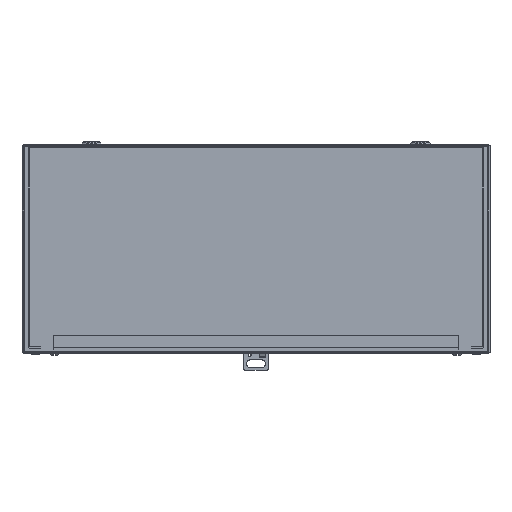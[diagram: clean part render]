
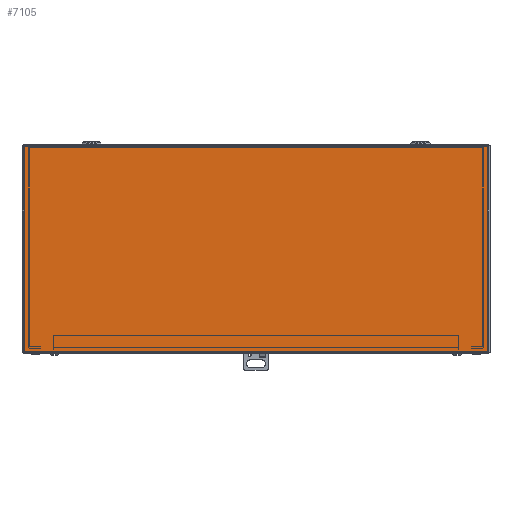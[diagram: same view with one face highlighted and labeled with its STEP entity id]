
A CAD part, top view. The second image highlights one B-rep face of the part: STEP entity #7105.
In plain terms, the highlighted planar face has unit normal (0, 0, 1).
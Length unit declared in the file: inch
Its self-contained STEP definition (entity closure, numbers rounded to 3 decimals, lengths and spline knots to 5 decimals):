
#229 = VERTEX_POINT ( 'NONE', #15060 ) ;
#273 = EDGE_LOOP ( 'NONE', ( #15413, #1344, #14659, #15020 ) ) ;
#1175 = CARTESIAN_POINT ( 'NONE',  ( 9.1585, -0.029, 12.0285 ) ) ;
#1344 = ORIENTED_EDGE ( 'NONE', *, *, #12288, .F. ) ;
#1437 = DIRECTION ( 'NONE',  ( 0., -1., 0. ) ) ;
#2300 = CARTESIAN_POINT ( 'NONE',  ( -9.1585, -8.135, 12.0285 ) ) ;
#2360 = CARTESIAN_POINT ( 'NONE',  ( 9.1585, -8.135, 12.0285 ) ) ;
#2552 = DIRECTION ( 'NONE',  ( 0., 1., 0. ) ) ;
#3203 = VECTOR ( 'NONE', #1437, 39.37008 ) ;
#3557 = DIRECTION ( 'NONE',  ( -1., 0., 0. ) ) ;
#4634 = EDGE_CURVE ( 'NONE', #12769, #12656, #10191, .T. ) ;
#4842 = VECTOR ( 'NONE', #3557, 39.37008 ) ;
#4996 = FACE_OUTER_BOUND ( 'NONE', #273, .T. ) ;
#5097 = CARTESIAN_POINT ( 'NONE',  ( 9.1585, -0.029, 12.0285 ) ) ;
#5486 = CARTESIAN_POINT ( 'NONE',  ( -9.1585, -0.029, 12.0285 ) ) ;
#5918 = CARTESIAN_POINT ( 'NONE',  ( -9.1585, -0.029, 12.0285 ) ) ;
#6173 = LINE ( 'NONE', #2360, #4842 ) ;
#6186 = PLANE ( 'NONE',  #11551 ) ;
#6458 = CARTESIAN_POINT ( 'NONE',  ( -9.1585, -8.135, 12.0285 ) ) ;
#6871 = LINE ( 'NONE', #5918, #11898 ) ;
#7105 = ADVANCED_FACE ( 'NONE', ( #4996 ), #6186, .T. ) ;
#10137 = VECTOR ( 'NONE', #2552, 39.37008 ) ;
#10191 = LINE ( 'NONE', #2300, #10137 ) ;
#10268 = LINE ( 'NONE', #5097, #3203 ) ;
#10874 = EDGE_CURVE ( 'NONE', #229, #12222, #10268, .T. ) ;
#10938 = CARTESIAN_POINT ( 'NONE',  ( 9.1585, -8.135, 12.0285 ) ) ;
#11365 = DIRECTION ( 'NONE',  ( 0., 0., 1. ) ) ;
#11531 = DIRECTION ( 'NONE',  ( -1., 0., 0. ) ) ;
#11551 = AXIS2_PLACEMENT_3D ( 'NONE', #1175, #11365, #11531 ) ;
#11898 = VECTOR ( 'NONE', #12198, 39.37008 ) ;
#12198 = DIRECTION ( 'NONE',  ( 1., 0., 0. ) ) ;
#12222 = VERTEX_POINT ( 'NONE', #10938 ) ;
#12288 = EDGE_CURVE ( 'NONE', #12222, #12769, #6173, .T. ) ;
#12656 = VERTEX_POINT ( 'NONE', #5486 ) ;
#12769 = VERTEX_POINT ( 'NONE', #6458 ) ;
#13521 = EDGE_CURVE ( 'NONE', #12656, #229, #6871, .T. ) ;
#14659 = ORIENTED_EDGE ( 'NONE', *, *, #10874, .F. ) ;
#15020 = ORIENTED_EDGE ( 'NONE', *, *, #13521, .F. ) ;
#15060 = CARTESIAN_POINT ( 'NONE',  ( 9.1585, -0.029, 12.0285 ) ) ;
#15413 = ORIENTED_EDGE ( 'NONE', *, *, #4634, .F. ) ;
